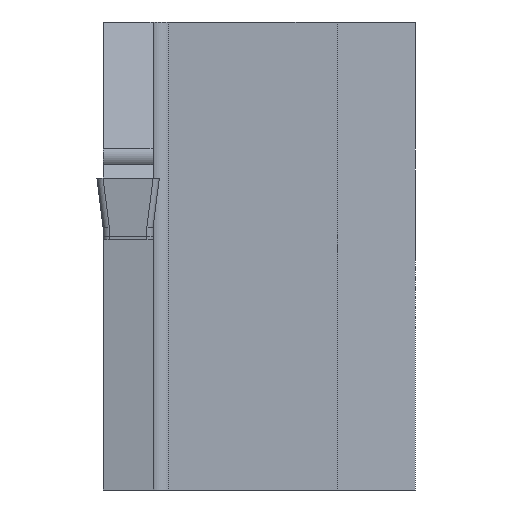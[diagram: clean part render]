
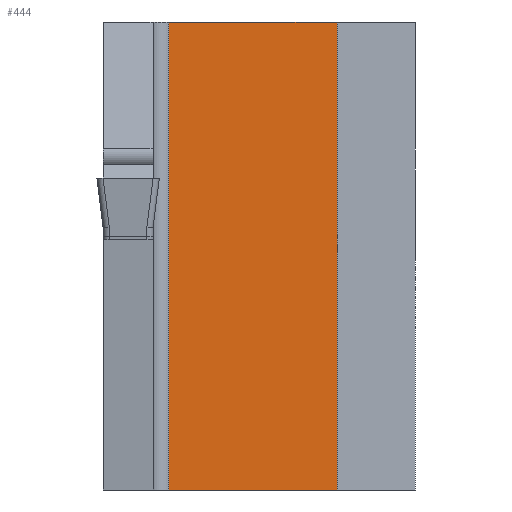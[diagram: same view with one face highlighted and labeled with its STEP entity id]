
A CAD part, left-side view. The second image highlights one B-rep face of the part: STEP entity #444.
In plain terms, the highlighted planar face has unit normal (-1, 0, 0).
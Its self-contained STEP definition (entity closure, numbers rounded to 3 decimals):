
#444=ADVANCED_FACE('',(#527),#491,.T.);
#491=PLANE('',#1306);
#527=FACE_OUTER_BOUND('',#576,.T.);
#576=EDGE_LOOP('',(#695,#696,#697,#698));
#695=ORIENTED_EDGE('',*,*,#1017,.T.);
#696=ORIENTED_EDGE('',*,*,#992,.F.);
#697=ORIENTED_EDGE('',*,*,#1013,.F.);
#698=ORIENTED_EDGE('',*,*,#983,.T.);
#897=VERTEX_POINT('',#1670);
#898=VERTEX_POINT('',#1672);
#904=VERTEX_POINT('',#1688);
#905=VERTEX_POINT('',#1690);
#983=EDGE_CURVE('',#898,#897,#1113,.T.);
#992=EDGE_CURVE('',#904,#905,#1119,.T.);
#1013=EDGE_CURVE('',#898,#904,#1138,.T.);
#1017=EDGE_CURVE('',#897,#905,#1140,.T.);
#1113=LINE('',#1671,#1204);
#1119=LINE('',#1689,#1210);
#1138=LINE('',#1730,#1229);
#1140=LINE('',#1737,#1231);
#1204=VECTOR('',#1391,1.);
#1210=VECTOR('',#1407,1.);
#1229=VECTOR('',#1446,1.);
#1231=VECTOR('',#1454,1.);
#1306=AXIS2_PLACEMENT_3D('',#1738,#1455,#1456);
#1391=DIRECTION('',(0.,-1.,0.));
#1407=DIRECTION('',(0.,-1.,0.));
#1446=DIRECTION('',(0.,0.,1.));
#1454=DIRECTION('',(0.,0.,1.));
#1455=DIRECTION('',(-1.,0.,0.));
#1456=DIRECTION('',(0.,1.,0.));
#1670=CARTESIAN_POINT('',(21.,5.,-20.));
#1671=CARTESIAN_POINT('',(21.,0.,-20.));
#1672=CARTESIAN_POINT('',(21.,15.8,-20.));
#1688=CARTESIAN_POINT('',(21.,15.8,10.));
#1689=CARTESIAN_POINT('',(21.,-146.543,10.));
#1690=CARTESIAN_POINT('',(21.,5.,10.));
#1730=CARTESIAN_POINT('',(21.,15.8,178.292));
#1737=CARTESIAN_POINT('',(21.,5.,178.292));
#1738=CARTESIAN_POINT('',(21.,15.8,178.292));
